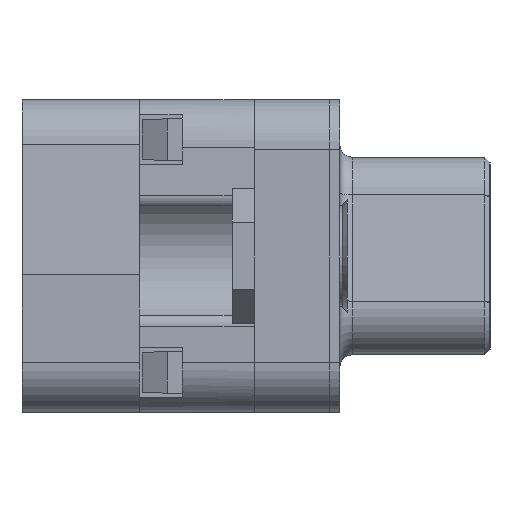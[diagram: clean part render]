
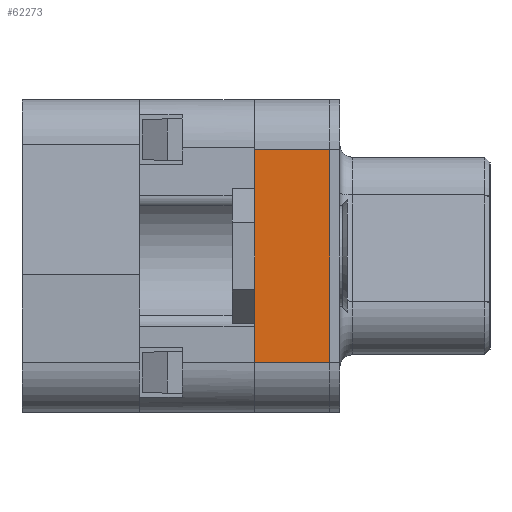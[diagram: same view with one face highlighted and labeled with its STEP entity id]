
A CAD part, left-side view. The second image highlights one B-rep face of the part: STEP entity #62273.
In plain terms, the highlighted planar face has unit normal (-1, 0, 0).
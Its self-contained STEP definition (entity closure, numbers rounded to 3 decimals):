
#4171=ORIENTED_EDGE('',*,*,#22123,.T.);
#4172=ORIENTED_EDGE('',*,*,#22655,.T.);
#4173=ORIENTED_EDGE('',*,*,#21739,.T.);
#4174=ORIENTED_EDGE('',*,*,#22656,.T.);
#21739=EDGE_CURVE('',#31035,#31036,#37072,.T.);
#22123=EDGE_CURVE('',#31373,#31372,#37448,.T.);
#22655=EDGE_CURVE('',#31372,#31035,#37876,.T.);
#22656=EDGE_CURVE('',#31036,#31373,#37877,.F.);
#31035=VERTEX_POINT('',#102553);
#31036=VERTEX_POINT('',#102554);
#31372=VERTEX_POINT('',#103277);
#31373=VERTEX_POINT('',#103279);
#37072=LINE('',#102552,#44704);
#37448=LINE('',#103278,#45080);
#37876=LINE('',#104348,#45508);
#37877=LINE('',#104349,#45509);
#44704=VECTOR('',#85065,1000.);
#45080=VECTOR('',#85465,1000.);
#45508=VECTOR('',#86317,1000.);
#45509=VECTOR('',#86318,1000.);
#52147=EDGE_LOOP('',(#4171,#4172,#4173,#4174));
#55865=FACE_BOUND('',#52147,.T.);
#59517=PLANE('',#80080);
#62273=ADVANCED_FACE('',(#55865),#59517,.F.);
#80080=AXIS2_PLACEMENT_3D('',#104347,#86315,#86316);
#85065=DIRECTION('',(0.,0.,1.));
#85465=DIRECTION('',(0.,0.,-1.));
#86315=DIRECTION('',(1.,0.,0.));
#86316=DIRECTION('',(0.,0.,-1.));
#86317=DIRECTION('',(0.,-1.,0.));
#86318=DIRECTION('',(0.,-1.,0.));
#102552=CARTESIAN_POINT('',(-34.7,0.,-6.25));
#102553=CARTESIAN_POINT('',(-34.7,0.,-4.25));
#102554=CARTESIAN_POINT('',(-34.7,0.,4.25));
#103277=CARTESIAN_POINT('',(-34.7,3.,-4.25));
#103278=CARTESIAN_POINT('',(-34.7,3.,6.25));
#103279=CARTESIAN_POINT('',(-34.7,3.,4.25));
#104347=CARTESIAN_POINT('',(-34.7,4.,-6.25));
#104348=CARTESIAN_POINT('',(-34.7,4.,-4.25));
#104349=CARTESIAN_POINT('',(-34.7,4.,4.25));
